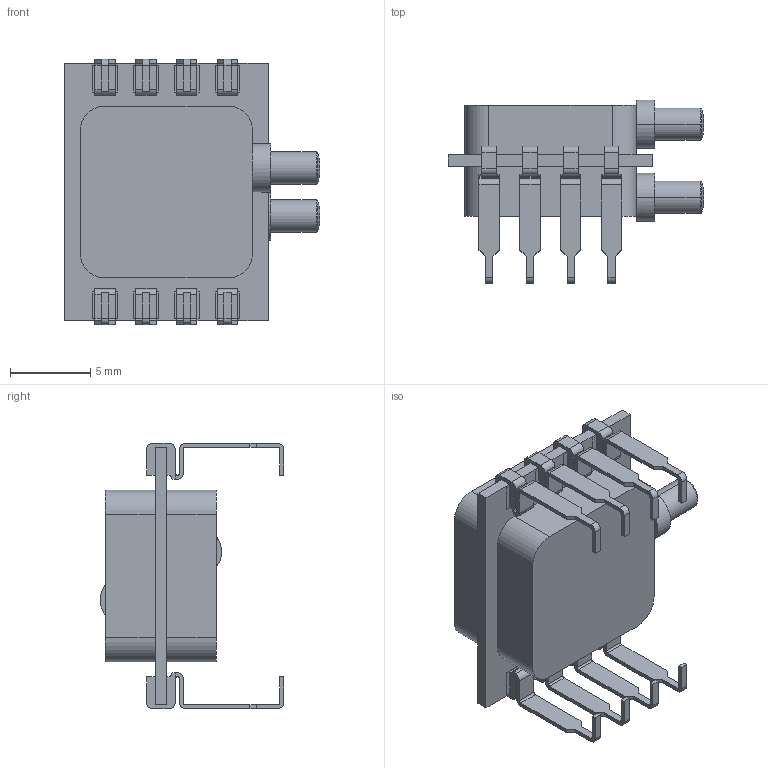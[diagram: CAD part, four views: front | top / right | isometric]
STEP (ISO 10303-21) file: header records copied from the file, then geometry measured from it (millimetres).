
FILE_DESCRIPTION (( 'STEP AP203' ), '1' );
FILE_NAME ('F1RL_SM.STEP', '2021-07-28T17:55:15', ( '' ), ( '' ), 'SwSTEP 2.0', 'SolidWorks 2010', '' );
FILE_SCHEMA (( 'CONFIG_CONTROL_DESIGN' ));
Length unit declared in the file: inch
Products named in the file (1): F1RL_SM
Bounding box: 15.89 x 11.43 x 16.51 mm (x, y, z)
Volume: 907 mm3; surface area: 1034 mm2
Topology: 1 solids, 1 shells, 485 faces, 1402 edges, 924 vertices
Faces by surface type: plane 369, cylinder 108, torus 4, cone 4
Entity records: 15867 total; most frequent: CARTESIAN_POINT 2812, ORIENTED_EDGE 2804, DIRECTION 2602, EDGE_CURVE 1402, VECTOR 1174, LINE 1174, VERTEX_POINT 924, AXIS2_PLACEMENT_3D 714
